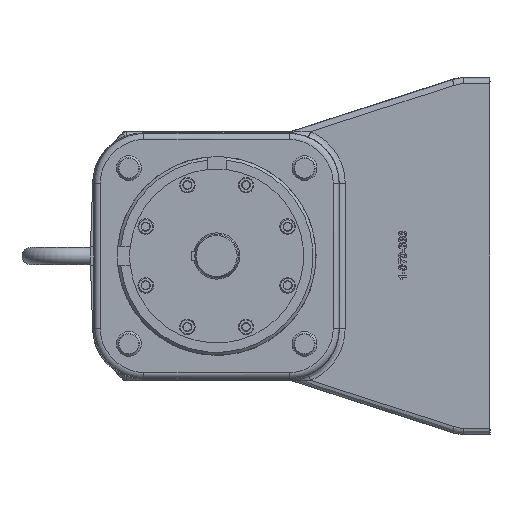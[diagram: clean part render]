
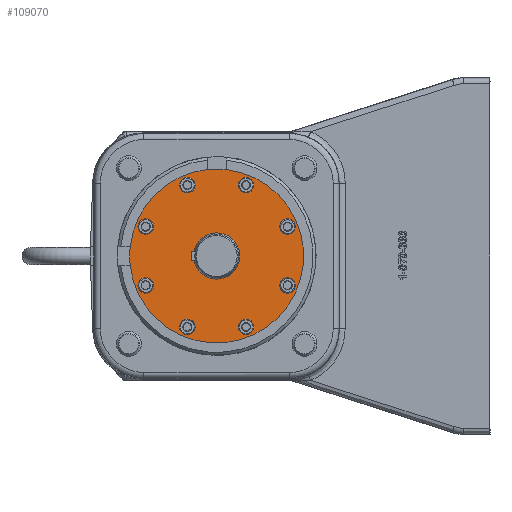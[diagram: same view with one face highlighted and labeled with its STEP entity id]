
A CAD part, left-side view. The second image highlights one B-rep face of the part: STEP entity #109070.
In plain terms, the highlighted planar face has unit normal (-1, 0, 0).
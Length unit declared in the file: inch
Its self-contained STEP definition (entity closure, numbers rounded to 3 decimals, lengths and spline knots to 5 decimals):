
#2751 = EDGE_LOOP ( 'NONE', ( #56671 ) ) ;
#5073 = ORIENTED_EDGE ( 'NONE', *, *, #62766, .T. ) ;
#5689 = CIRCLE ( 'NONE', #28138, 0.156 ) ;
#5766 = FACE_BOUND ( 'NONE', #95939, .T. ) ;
#5861 = CARTESIAN_POINT ( 'NONE',  ( -5.548, 1.42739, 0.74725 ) ) ;
#6390 = ORIENTED_EDGE ( 'NONE', *, *, #48469, .T. ) ;
#7136 = EDGE_CURVE ( 'NONE', #135630, #135630, #60930, .T. ) ;
#9863 = FACE_BOUND ( 'NONE', #2751, .T. ) ;
#12173 = ORIENTED_EDGE ( 'NONE', *, *, #25603, .T. ) ;
#14876 = AXIS2_PLACEMENT_3D ( 'NONE', #150166, #71824, #163377 ) ;
#15087 = AXIS2_PLACEMENT_3D ( 'NONE', #38344, #50730, #49049 ) ;
#15297 = EDGE_LOOP ( 'NONE', ( #28871, #39819, #128580, #20827 ) ) ;
#15823 = DIRECTION ( 'NONE',  ( 1., 0., 0. ) ) ;
#17778 = AXIS2_PLACEMENT_3D ( 'NONE', #68070, #159512, #81066 ) ;
#19234 = EDGE_CURVE ( 'NONE', #19435, #19435, #153690, .T. ) ;
#19435 = VERTEX_POINT ( 'NONE', #81814 ) ;
#20827 = ORIENTED_EDGE ( 'NONE', *, *, #152403, .T. ) ;
#21178 = AXIS2_PLACEMENT_3D ( 'NONE', #22734, #113760, #35828 ) ;
#22734 = CARTESIAN_POINT ( 'NONE',  ( -5.548, 0., 0. ) ) ;
#23356 = DIRECTION ( 'NONE',  ( 1., 0., 0. ) ) ;
#23400 = VERTEX_POINT ( 'NONE', #85205 ) ;
#23456 = EDGE_LOOP ( 'NONE', ( #97557 ) ) ;
#25603 = EDGE_CURVE ( 'NONE', #80280, #80280, #92657, .T. ) ;
#28138 = AXIS2_PLACEMENT_3D ( 'NONE', #34125, #125246, #47203 ) ;
#28871 = ORIENTED_EDGE ( 'NONE', *, *, #129438, .T. ) ;
#29064 = EDGE_CURVE ( 'NONE', #111006, #111006, #53255, .T. ) ;
#33040 = ORIENTED_EDGE ( 'NONE', *, *, #19234, .T. ) ;
#34125 = CARTESIAN_POINT ( 'NONE',  ( -5.548, -1.42739, 0.59125 ) ) ;
#34508 = CARTESIAN_POINT ( 'NONE',  ( -5.548, 0., 0. ) ) ;
#35251 = PLANE ( 'NONE',  #21178 ) ;
#35828 = DIRECTION ( 'NONE',  ( 0., 0., 1. ) ) ;
#36086 = ORIENTED_EDGE ( 'NONE', *, *, #69107, .F. ) ;
#38344 = CARTESIAN_POINT ( 'NONE',  ( -5.548, -1.42739, -0.59125 ) ) ;
#39819 = ORIENTED_EDGE ( 'NONE', *, *, #133626, .T. ) ;
#39966 = DIRECTION ( 'NONE',  ( -1., 0., 0. ) ) ;
#40335 = FACE_BOUND ( 'NONE', #100499, .T. ) ;
#42922 = EDGE_CURVE ( 'NONE', #156002, #156002, #85553, .T. ) ;
#44394 = FACE_BOUND ( 'NONE', #140902, .T. ) ;
#47203 = DIRECTION ( 'NONE',  ( 0., 0., 1. ) ) ;
#47612 = DIRECTION ( 'NONE',  ( 0., 0., 1. ) ) ;
#47881 = VERTEX_POINT ( 'NONE', #58065 ) ;
#48469 = EDGE_CURVE ( 'NONE', #47881, #47881, #117117, .T. ) ;
#49049 = DIRECTION ( 'NONE',  ( 0., 0., 1. ) ) ;
#49480 = CARTESIAN_POINT ( 'NONE',  ( -5.548, -0.19, 1.73966 ) ) ;
#50730 = DIRECTION ( 'NONE',  ( 1., 0., 0. ) ) ;
#51081 = ORIENTED_EDGE ( 'NONE', *, *, #53198, .T. ) ;
#53198 = EDGE_CURVE ( 'NONE', #104734, #104734, #5689, .T. ) ;
#53255 = CIRCLE ( 'NONE', #112880, 0.156 ) ;
#53371 = DIRECTION ( 'NONE',  ( -1., 0., 0. ) ) ;
#55548 = ORIENTED_EDGE ( 'NONE', *, *, #29064, .T. ) ;
#56452 = CARTESIAN_POINT ( 'NONE',  ( -5.548, 1.73966, 0.19 ) ) ;
#56671 = ORIENTED_EDGE ( 'NONE', *, *, #42922, .T. ) ;
#58065 = CARTESIAN_POINT ( 'NONE',  ( -5.548, 0.59125, 1.58339 ) ) ;
#58631 = CARTESIAN_POINT ( 'NONE',  ( -5.548, -1.42739, 0.74725 ) ) ;
#60930 = CIRCLE ( 'NONE', #143730, 0.156 ) ;
#62766 = EDGE_CURVE ( 'NONE', #23400, #23400, #165571, .T. ) ;
#63062 = CARTESIAN_POINT ( 'NONE',  ( -5.548, 0.59125, 1.42739 ) ) ;
#64578 = DIRECTION ( 'NONE',  ( -1., 0., 0. ) ) ;
#68070 = CARTESIAN_POINT ( 'NONE',  ( -5.548, 0., 0. ) ) ;
#68263 = CARTESIAN_POINT ( 'NONE',  ( -5.548, 1.73966, -0.19 ) ) ;
#69107 = EDGE_CURVE ( 'NONE', #80114, #80114, #114660, .T. ) ;
#70223 = VERTEX_POINT ( 'NONE', #56452 ) ;
#71824 = DIRECTION ( 'NONE',  ( 1., 0., 0. ) ) ;
#74729 = FACE_OUTER_BOUND ( 'NONE', #15297, .T. ) ;
#76036 = DIRECTION ( 'NONE',  ( 0., 0., 1. ) ) ;
#78828 = FACE_BOUND ( 'NONE', #115490, .T. ) ;
#79756 = AXIS2_PLACEMENT_3D ( 'NONE', #131491, #53371, #144594 ) ;
#80114 = VERTEX_POINT ( 'NONE', #85778 ) ;
#80280 = VERTEX_POINT ( 'NONE', #134498 ) ;
#81066 = DIRECTION ( 'NONE',  ( 0., 0., 1. ) ) ;
#81814 = CARTESIAN_POINT ( 'NONE',  ( -5.548, -1.42739, -0.43525 ) ) ;
#85205 = CARTESIAN_POINT ( 'NONE',  ( -5.548, 0.59125, -1.27139 ) ) ;
#85553 = CIRCLE ( 'NONE', #14876, 0.156 ) ;
#85778 = CARTESIAN_POINT ( 'NONE',  ( -5.548, 0., 0.4655 ) ) ;
#87425 = AXIS2_PLACEMENT_3D ( 'NONE', #142771, #64578, #155955 ) ;
#89566 = VERTEX_POINT ( 'NONE', #68263 ) ;
#92657 = CIRCLE ( 'NONE', #102524, 0.156 ) ;
#93520 = CARTESIAN_POINT ( 'NONE',  ( -5.548, 0.59125, -1.42739 ) ) ;
#95939 = EDGE_LOOP ( 'NONE', ( #12173 ) ) ;
#97557 = ORIENTED_EDGE ( 'NONE', *, *, #7136, .T. ) ;
#99074 = EDGE_LOOP ( 'NONE', ( #5073 ) ) ;
#100499 = EDGE_LOOP ( 'NONE', ( #55548 ) ) ;
#101104 = CARTESIAN_POINT ( 'NONE',  ( -5.548, 1.42739, -0.59125 ) ) ;
#102524 = AXIS2_PLACEMENT_3D ( 'NONE', #167173, #166259, #166058 ) ;
#103036 = EDGE_LOOP ( 'NONE', ( #33040 ) ) ;
#104734 = VERTEX_POINT ( 'NONE', #58631 ) ;
#105374 = FACE_BOUND ( 'NONE', #23456, .T. ) ;
#106718 = DIRECTION ( 'NONE',  ( 0., 0., 1. ) ) ;
#109070 = ADVANCED_FACE ( 'NONE', ( #78828, #109488, #44394, #113656, #9863, #74729, #40335, #5766, #140182, #105374 ), #35251, .T. ) ;
#109140 = VERTEX_POINT ( 'NONE', #49480 ) ;
#109488 = FACE_BOUND ( 'NONE', #99074, .T. ) ;
#111006 = VERTEX_POINT ( 'NONE', #160815 ) ;
#112037 = AXIS2_PLACEMENT_3D ( 'NONE', #93520, #15823, #106718 ) ;
#112172 = DIRECTION ( 'NONE',  ( 1., 0., 0. ) ) ;
#112749 = DIRECTION ( 'NONE',  ( 0., 0., 1. ) ) ;
#112880 = AXIS2_PLACEMENT_3D ( 'NONE', #101104, #23356, #114351 ) ;
#113656 = FACE_BOUND ( 'NONE', #125066, .T. ) ;
#113760 = DIRECTION ( 'NONE',  ( -1., 0., 0. ) ) ;
#114351 = DIRECTION ( 'NONE',  ( 0., 0., 1. ) ) ;
#114660 = CIRCLE ( 'NONE', #87425, 0.4655 ) ;
#115205 = CARTESIAN_POINT ( 'NONE',  ( -5.548, -0.59125, -1.42739 ) ) ;
#115490 = EDGE_LOOP ( 'NONE', ( #36086 ) ) ;
#117117 = CIRCLE ( 'NONE', #131111, 0.156 ) ;
#117961 = CARTESIAN_POINT ( 'NONE',  ( -5.548, 0., 0. ) ) ;
#119970 = CIRCLE ( 'NONE', #79756, 1.75 ) ;
#121159 = CIRCLE ( 'NONE', #155938, 1.75 ) ;
#125066 = EDGE_LOOP ( 'NONE', ( #6390 ) ) ;
#125246 = DIRECTION ( 'NONE',  ( 1., 0., 0. ) ) ;
#125645 = DIRECTION ( 'NONE',  ( -1., 0., 0. ) ) ;
#128580 = ORIENTED_EDGE ( 'NONE', *, *, #139337, .T. ) ;
#129438 = EDGE_CURVE ( 'NONE', #157911, #70223, #119970, .T. ) ;
#131111 = AXIS2_PLACEMENT_3D ( 'NONE', #63062, #154420, #76036 ) ;
#131138 = DIRECTION ( 'NONE',  ( 0., 0., 1. ) ) ;
#131491 = CARTESIAN_POINT ( 'NONE',  ( -5.548, 0., 0. ) ) ;
#133393 = CARTESIAN_POINT ( 'NONE',  ( -5.548, -0.59125, -1.27139 ) ) ;
#133626 = EDGE_CURVE ( 'NONE', #70223, #89566, #121159, .T. ) ;
#134498 = CARTESIAN_POINT ( 'NONE',  ( -5.548, -0.59125, 1.58339 ) ) ;
#135630 = VERTEX_POINT ( 'NONE', #133393 ) ;
#136709 = CARTESIAN_POINT ( 'NONE',  ( -5.548, 0.19, 1.73966 ) ) ;
#139142 = AXIS2_PLACEMENT_3D ( 'NONE', #117961, #39966, #131138 ) ;
#139337 = EDGE_CURVE ( 'NONE', #89566, #109140, #149447, .T. ) ;
#140182 = FACE_BOUND ( 'NONE', #103036, .T. ) ;
#140902 = EDGE_LOOP ( 'NONE', ( #51081 ) ) ;
#142771 = CARTESIAN_POINT ( 'NONE',  ( -5.548, 0., 0. ) ) ;
#143730 = AXIS2_PLACEMENT_3D ( 'NONE', #115205, #112172, #112749 ) ;
#144594 = DIRECTION ( 'NONE',  ( 0., 0., 1. ) ) ;
#149447 = CIRCLE ( 'NONE', #139142, 1.75 ) ;
#150166 = CARTESIAN_POINT ( 'NONE',  ( -5.548, 1.42739, 0.59125 ) ) ;
#152403 = EDGE_CURVE ( 'NONE', #109140, #157911, #155940, .T. ) ;
#153690 = CIRCLE ( 'NONE', #15087, 0.156 ) ;
#154420 = DIRECTION ( 'NONE',  ( 1., 0., 0. ) ) ;
#155938 = AXIS2_PLACEMENT_3D ( 'NONE', #34508, #125645, #47612 ) ;
#155940 = CIRCLE ( 'NONE', #17778, 1.75 ) ;
#155955 = DIRECTION ( 'NONE',  ( 0., 0., 1. ) ) ;
#156002 = VERTEX_POINT ( 'NONE', #5861 ) ;
#157911 = VERTEX_POINT ( 'NONE', #136709 ) ;
#159512 = DIRECTION ( 'NONE',  ( -1., 0., 0. ) ) ;
#160815 = CARTESIAN_POINT ( 'NONE',  ( -5.548, 1.42739, -0.43525 ) ) ;
#163377 = DIRECTION ( 'NONE',  ( 0., 0., 1. ) ) ;
#165571 = CIRCLE ( 'NONE', #112037, 0.156 ) ;
#166058 = DIRECTION ( 'NONE',  ( 0., 0., 1. ) ) ;
#166259 = DIRECTION ( 'NONE',  ( 1., 0., 0. ) ) ;
#167173 = CARTESIAN_POINT ( 'NONE',  ( -5.548, -0.59125, 1.42739 ) ) ;
